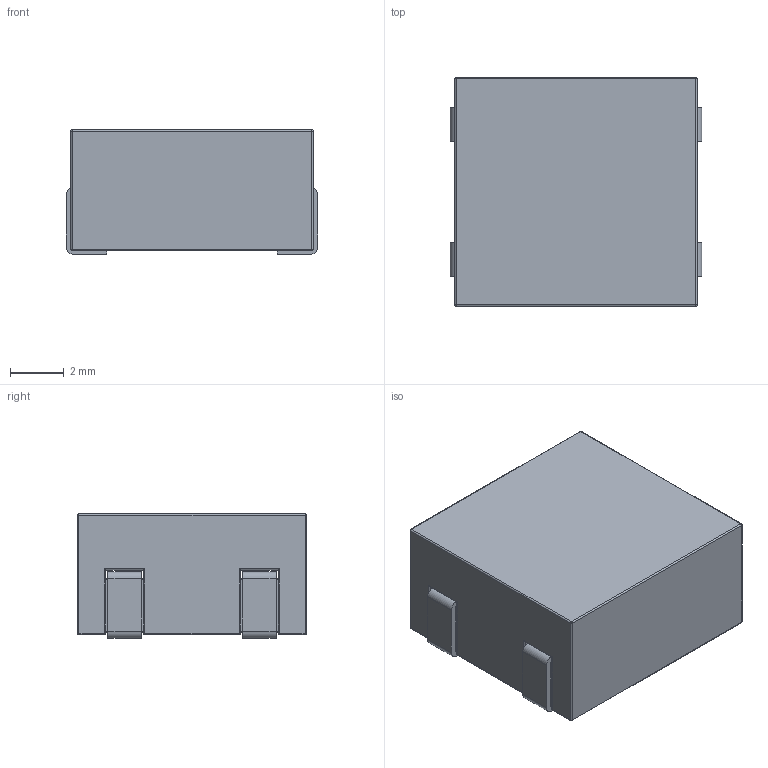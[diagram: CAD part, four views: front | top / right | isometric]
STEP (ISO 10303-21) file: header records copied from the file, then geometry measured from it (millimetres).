
FILE_DESCRIPTION(/* description */ ('Unknown'),/* implementation_level */ '2;1');
FILE_NAME(/* name */ 'FB_Wurth_WE-CMS-9085',/* time_stamp */ '2025-06-24T17:46:13+08:00',/* author */ ('Unknown'),/* organization */ ('Unknown'),/* preprocessor_version */ 'ST-DEVELOPER v19.4',/* originating_system */ 'Solid Edge',/* authorisation */ 'Unknown');
FILE_SCHEMA (('AUTOMOTIVE_DESIGN {1 0 10303 214 3 1 1}'));
Length unit declared in the file: millimetre
Products named in the file (2): FB_Wurth_WE-CMS-9085
Assembly tree (1 placements, depth 2):
  FB_Wurth_WE-CMS-9085
    FB_Wurth_WE-CMS-9085
Bounding box: 9.34 x 8.5 x 4.63 mm (x, y, z)
Volume: 342.7 mm3; surface area: 433.5 mm2
Topology: 1 solids, 1 shells, 126 faces, 332 edges, 184 vertices
Faces by surface type: cylinder 56, plane 54, sphere 16
Entity records: 4625 total; most frequent: DIRECTION 676, ORIENTED_EDGE 632, CARTESIAN_POINT 628, EDGE_CURVE 316, AXIS2_PLACEMENT_3D 232, LINE 212, VECTOR 212, VERTEX_POINT 184
